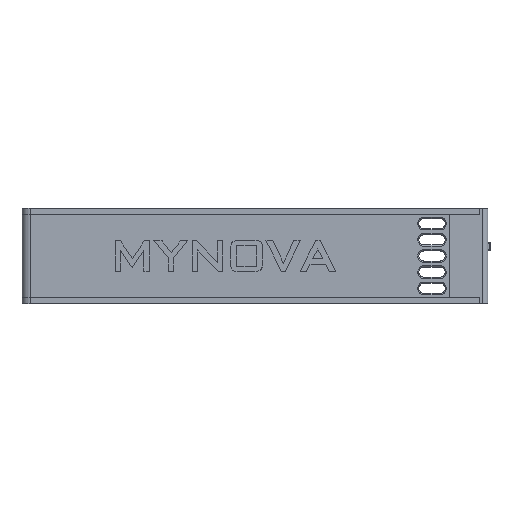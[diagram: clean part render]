
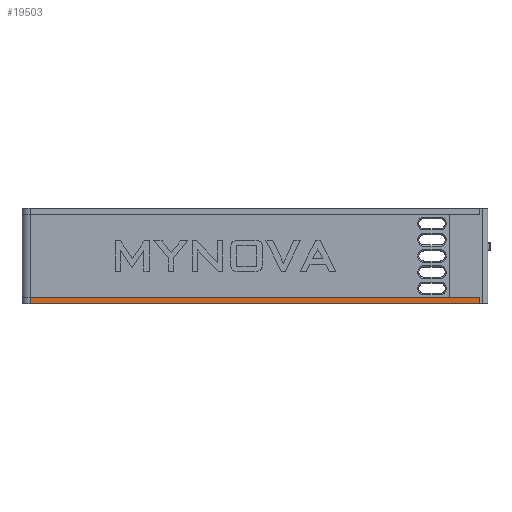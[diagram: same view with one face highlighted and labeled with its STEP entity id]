
A CAD part, left-side view. The second image highlights one B-rep face of the part: STEP entity #19503.
In plain terms, the highlighted planar face has unit normal (-1, 0, 0).
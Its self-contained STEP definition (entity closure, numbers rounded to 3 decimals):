
#1549=FACE_OUTER_BOUND('',#2732,.T.);
#2732=EDGE_LOOP('',(#13342,#13343,#13344,#13345));
#4156=LINE('',#28715,#6262);
#4157=LINE('',#28719,#6263);
#4158=LINE('',#28721,#6264);
#4159=LINE('',#28722,#6265);
#6262=VECTOR('',#22940,1000.);
#6263=VECTOR('',#22945,1000.);
#6264=VECTOR('',#22946,1000.);
#6265=VECTOR('',#22947,1000.);
#8400=VERTEX_POINT('',#28712);
#8401=VERTEX_POINT('',#28714);
#8402=VERTEX_POINT('',#28718);
#8403=VERTEX_POINT('',#28720);
#10314=EDGE_CURVE('',#8401,#8400,#4156,.T.);
#10316=EDGE_CURVE('',#8400,#8402,#4157,.T.);
#10317=EDGE_CURVE('',#8403,#8402,#4158,.T.);
#10318=EDGE_CURVE('',#8401,#8403,#4159,.T.);
#13342=ORIENTED_EDGE('',*,*,#10314,.T.);
#13343=ORIENTED_EDGE('',*,*,#10316,.T.);
#13344=ORIENTED_EDGE('',*,*,#10317,.F.);
#13345=ORIENTED_EDGE('',*,*,#10318,.F.);
#18766=PLANE('',#20776);
#19503=ADVANCED_FACE('',(#1549),#18766,.T.);
#20776=AXIS2_PLACEMENT_3D('',#28717,#22943,#22944);
#22940=DIRECTION('',(0.,-1.,0.));
#22943=DIRECTION('center_axis',(-1.,0.,0.));
#22944=DIRECTION('ref_axis',(0.,-1.,0.));
#22945=DIRECTION('',(0.,0.,1.));
#22946=DIRECTION('',(0.,-1.,0.));
#22947=DIRECTION('',(0.,0.,1.));
#28712=CARTESIAN_POINT('',(8.,38.,0.));
#28714=CARTESIAN_POINT('',(8.,260.65,0.));
#28715=CARTESIAN_POINT('',(8.,260.65,0.));
#28717=CARTESIAN_POINT('Origin',(8.,260.65,0.));
#28718=CARTESIAN_POINT('',(8.,38.,3.));
#28719=CARTESIAN_POINT('',(8.,38.,0.));
#28720=CARTESIAN_POINT('',(8.,260.65,3.));
#28721=CARTESIAN_POINT('',(8.,260.65,3.));
#28722=CARTESIAN_POINT('',(8.,260.65,0.));
